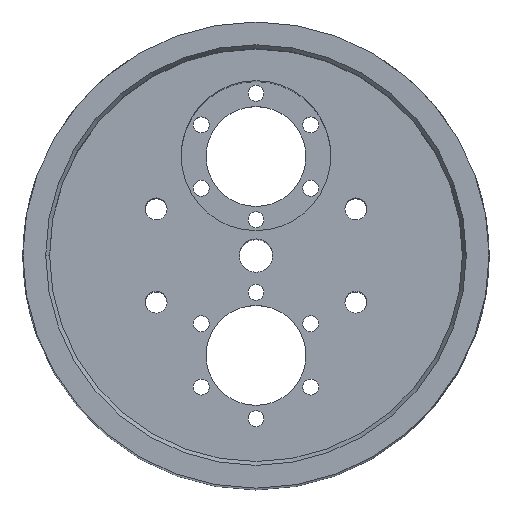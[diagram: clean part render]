
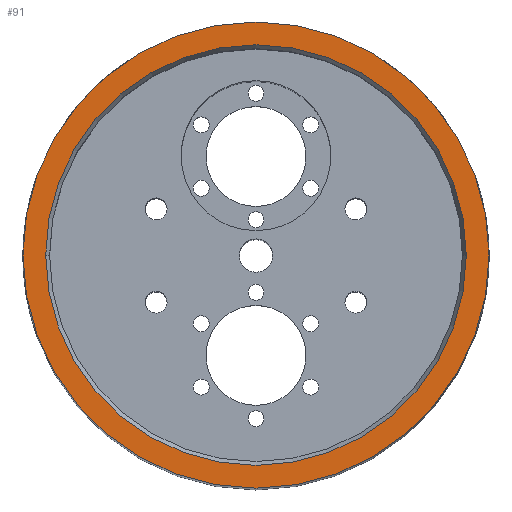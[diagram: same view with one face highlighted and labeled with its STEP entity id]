
A CAD part, top view. The second image highlights one B-rep face of the part: STEP entity #91.
In plain terms, the highlighted planar face has unit normal (0, 0, 1).
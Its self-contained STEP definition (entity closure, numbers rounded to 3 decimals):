
#91 = ADVANCED_FACE ( 'NONE', ( #869, #3639 ), #236, .T. ) ;
#236 = PLANE ( 'NONE',  #1417 ) ;
#240 = CIRCLE ( 'NONE', #2439, 31.577 ) ;
#428 = CARTESIAN_POINT ( 'NONE',  ( 31.577, 0., 158. ) ) ;
#444 = DIRECTION ( 'NONE',  ( 1., 0., 0. ) ) ;
#507 = EDGE_CURVE ( 'NONE', #596, #2388, #811, .T. ) ;
#588 = DIRECTION ( 'NONE',  ( 0., 0., -1. ) ) ;
#593 = CARTESIAN_POINT ( 'NONE',  ( 35., 0., 158. ) ) ;
#596 = VERTEX_POINT ( 'NONE', #2553 ) ;
#623 = EDGE_CURVE ( 'NONE', #3950, #4195, #240, .T. ) ;
#748 = ORIENTED_EDGE ( 'NONE', *, *, #1585, .T. ) ;
#811 = CIRCLE ( 'NONE', #3103, 35. ) ;
#869 = FACE_BOUND ( 'NONE', #4137, .T. ) ;
#1296 = DIRECTION ( 'NONE',  ( 1., 0., 0. ) ) ;
#1402 = DIRECTION ( 'NONE',  ( 1., 0., 0. ) ) ;
#1417 = AXIS2_PLACEMENT_3D ( 'NONE', #3595, #2107, #3954 ) ;
#1585 = EDGE_CURVE ( 'NONE', #2388, #596, #2643, .T. ) ;
#2040 = CARTESIAN_POINT ( 'NONE',  ( 0., 0., 158. ) ) ;
#2107 = DIRECTION ( 'NONE',  ( 0., 0., 1. ) ) ;
#2153 = CARTESIAN_POINT ( 'NONE',  ( 0., 0., 158. ) ) ;
#2388 = VERTEX_POINT ( 'NONE', #593 ) ;
#2417 = DIRECTION ( 'NONE',  ( 1., 0., 0. ) ) ;
#2439 = AXIS2_PLACEMENT_3D ( 'NONE', #2153, #588, #1402 ) ;
#2553 = CARTESIAN_POINT ( 'NONE',  ( -35., 0., 158. ) ) ;
#2643 = CIRCLE ( 'NONE', #4873, 35. ) ;
#2736 = ORIENTED_EDGE ( 'NONE', *, *, #623, .T. ) ;
#2969 = EDGE_LOOP ( 'NONE', ( #4220, #748 ) ) ;
#3103 = AXIS2_PLACEMENT_3D ( 'NONE', #4577, #3455, #444 ) ;
#3123 = AXIS2_PLACEMENT_3D ( 'NONE', #3169, #4695, #1296 ) ;
#3169 = CARTESIAN_POINT ( 'NONE',  ( 0., 0., 158. ) ) ;
#3269 = CARTESIAN_POINT ( 'NONE',  ( -31.577, 0., 158. ) ) ;
#3455 = DIRECTION ( 'NONE',  ( 0., 0., 1. ) ) ;
#3595 = CARTESIAN_POINT ( 'NONE',  ( 0., 0., 158. ) ) ;
#3639 = FACE_OUTER_BOUND ( 'NONE', #2969, .T. ) ;
#3920 = ORIENTED_EDGE ( 'NONE', *, *, #4060, .T. ) ;
#3950 = VERTEX_POINT ( 'NONE', #428 ) ;
#3954 = DIRECTION ( 'NONE',  ( 1., 0., 0. ) ) ;
#4060 = EDGE_CURVE ( 'NONE', #4195, #3950, #4253, .T. ) ;
#4137 = EDGE_LOOP ( 'NONE', ( #2736, #3920 ) ) ;
#4195 = VERTEX_POINT ( 'NONE', #3269 ) ;
#4220 = ORIENTED_EDGE ( 'NONE', *, *, #507, .T. ) ;
#4253 = CIRCLE ( 'NONE', #3123, 31.577 ) ;
#4577 = CARTESIAN_POINT ( 'NONE',  ( 0., 0., 158. ) ) ;
#4651 = DIRECTION ( 'NONE',  ( 0., 0., 1. ) ) ;
#4695 = DIRECTION ( 'NONE',  ( 0., 0., -1. ) ) ;
#4873 = AXIS2_PLACEMENT_3D ( 'NONE', #2040, #4651, #2417 ) ;
